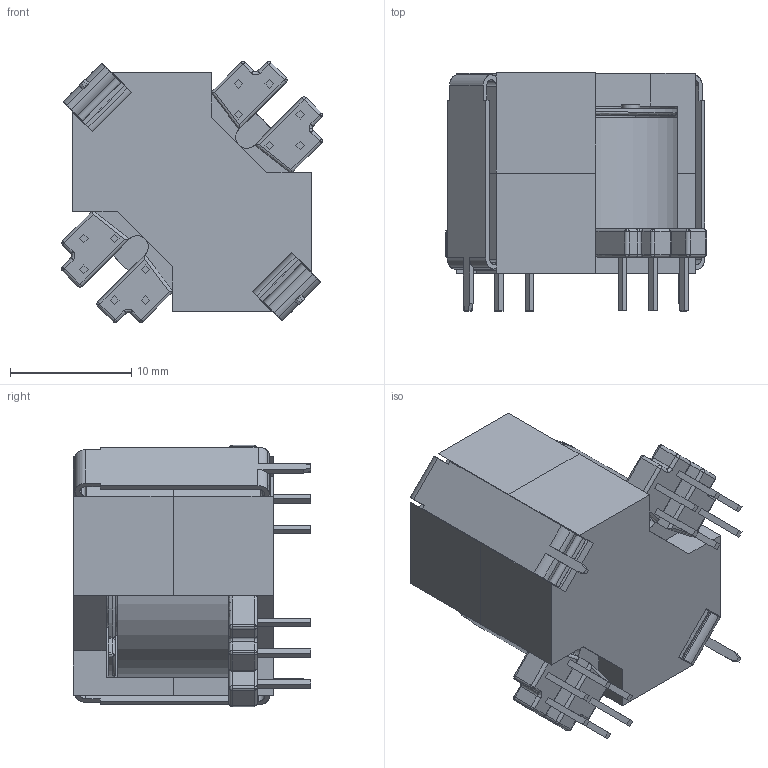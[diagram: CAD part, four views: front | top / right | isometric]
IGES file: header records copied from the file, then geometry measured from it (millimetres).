
Start section: SolidWorks IGES file using analytic representation for surfaces
Global section: file name: RM8_2255_0050.IGS; native system: SolidWorks 2017; preprocessor: SolidWorks 2017; author: tisha.pedersen; date: 190201.095100; units: millimetre
Bounding box: 21.52 x 19.59 x 21.52 mm (x, y, z)
Surface area: 5685.9 mm2 (no closed solid volume)
Topology: 0 solids, 0 shells, 389 faces, 3040 edges, 3040 vertices
Faces by surface type: bspline 257, revolution 132
